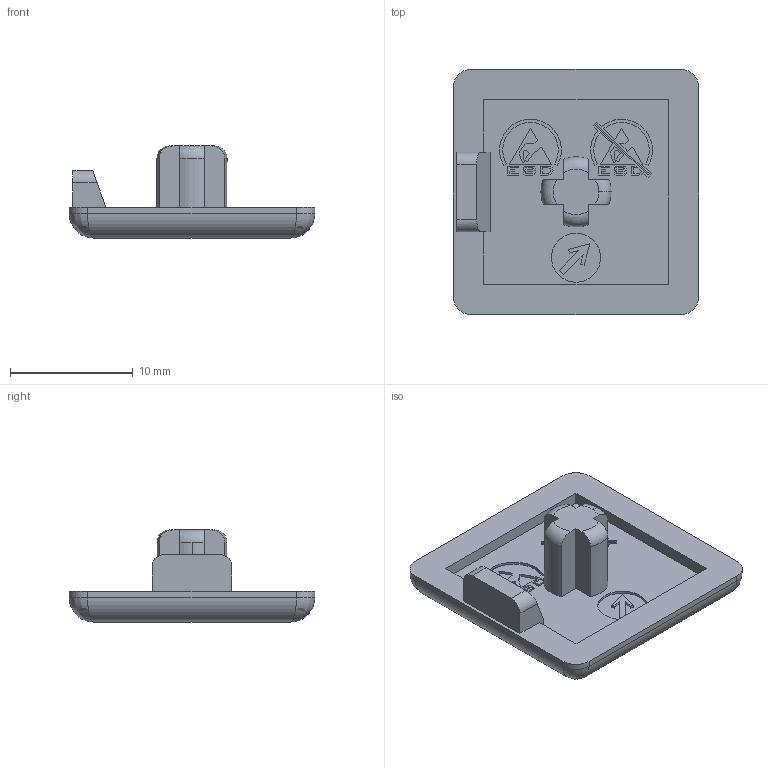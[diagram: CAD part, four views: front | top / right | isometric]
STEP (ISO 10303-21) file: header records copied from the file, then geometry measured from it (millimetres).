
FILE_DESCRIPTION (( 'STEP AP214' ), '1' );
FILE_NAME ('091332.STEP', '2015-12-15T09:35:37', ( '' ), ( '' ), 'SwSTEP 2.0', 'SolidWorks 2015', '' );
FILE_SCHEMA (( 'AUTOMOTIVE_DESIGN' ));
Length unit declared in the file: millimetre
Products named in the file (1): 091332
Bounding box: 20 x 20 x 7.5 mm (x, y, z)
Volume: 853.3 mm3; surface area: 1179.3 mm2
Topology: 1 solids, 1 shells, 278 faces, 772 edges, 508 vertices
Faces by surface type: plane 236, cylinder 29, bspline 8, torus 5
Entity records: 8973 total; most frequent: CARTESIAN_POINT 1873, ORIENTED_EDGE 1536, DIRECTION 1339, EDGE_CURVE 768, LINE 687, VECTOR 687, VERTEX_POINT 508, AXIS2_PLACEMENT_3D 326
